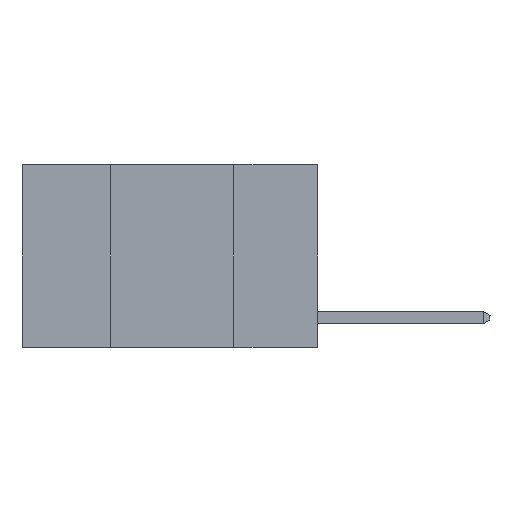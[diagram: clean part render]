
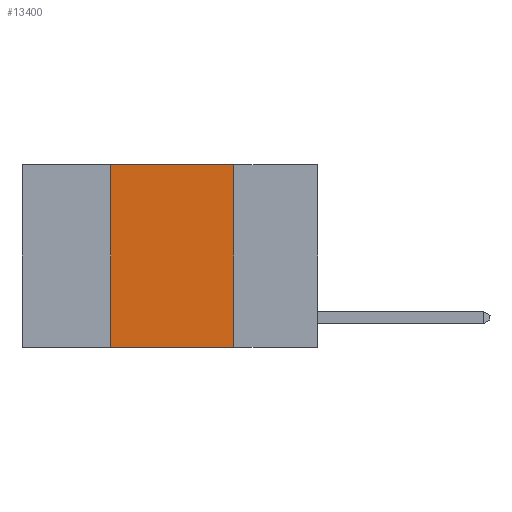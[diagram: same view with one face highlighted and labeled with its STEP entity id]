
A CAD part, left-side view. The second image highlights one B-rep face of the part: STEP entity #13400.
In plain terms, the highlighted planar face has unit normal (-1, 0, 0).
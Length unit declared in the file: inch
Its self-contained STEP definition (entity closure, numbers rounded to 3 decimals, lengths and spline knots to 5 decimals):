
#439 = CARTESIAN_POINT ( 'NONE',  ( 0., 0.17, 0. ) ) ;
#1358 = LINE ( 'NONE', #13580, #17541 ) ;
#2792 = EDGE_LOOP ( 'NONE', ( #14042, #3531, #14062, #3821 ) ) ;
#2969 = LINE ( 'NONE', #17633, #9239 ) ;
#3531 = ORIENTED_EDGE ( 'NONE', *, *, #16913, .F. ) ;
#3761 = CARTESIAN_POINT ( 'NONE',  ( 0., 0.42, 0. ) ) ;
#3821 = ORIENTED_EDGE ( 'NONE', *, *, #14336, .T. ) ;
#5598 = LINE ( 'NONE', #3761, #16153 ) ;
#7344 = DIRECTION ( 'NONE',  ( 0., 0., -1. ) ) ;
#7459 = CARTESIAN_POINT ( 'NONE',  ( 0., 0.17, -0.37 ) ) ;
#7636 = DIRECTION ( 'NONE',  ( 0., -1., 0. ) ) ;
#8135 = CARTESIAN_POINT ( 'NONE',  ( 0., 0.6, 0. ) ) ;
#8863 = EDGE_CURVE ( 'NONE', #17412, #13980, #5598, .T. ) ;
#9090 = DIRECTION ( 'NONE',  ( 0., -1., 0. ) ) ;
#9239 = VECTOR ( 'NONE', #7344, 39.37008 ) ;
#10410 = CARTESIAN_POINT ( 'NONE',  ( 0., 0.42, -0.37 ) ) ;
#10964 = DIRECTION ( 'NONE',  ( 0., 0., -1. ) ) ;
#11078 = PLANE ( 'NONE',  #12101 ) ;
#12101 = AXIS2_PLACEMENT_3D ( 'NONE', #8135, #12463, #10964 ) ;
#12463 = DIRECTION ( 'NONE',  ( 1., 0., 0. ) ) ;
#12695 = LINE ( 'NONE', #16226, #14854 ) ;
#13302 = FACE_OUTER_BOUND ( 'NONE', #2792, .T. ) ;
#13400 = ADVANCED_FACE ( 'NONE', ( #13302 ), #11078, .F. ) ;
#13580 = CARTESIAN_POINT ( 'NONE',  ( 0., 0.6, 0. ) ) ;
#13980 = VERTEX_POINT ( 'NONE', #15374 ) ;
#14042 = ORIENTED_EDGE ( 'NONE', *, *, #16096, .F. ) ;
#14062 = ORIENTED_EDGE ( 'NONE', *, *, #8863, .F. ) ;
#14336 = EDGE_CURVE ( 'NONE', #17412, #17953, #12695, .T. ) ;
#14854 = VECTOR ( 'NONE', #7636, 39.37008 ) ;
#15314 = DIRECTION ( 'NONE',  ( 0., 0., 1. ) ) ;
#15374 = CARTESIAN_POINT ( 'NONE',  ( 0., 0.42, 0. ) ) ;
#16096 = EDGE_CURVE ( 'NONE', #16646, #17953, #2969, .T. ) ;
#16153 = VECTOR ( 'NONE', #15314, 39.37008 ) ;
#16226 = CARTESIAN_POINT ( 'NONE',  ( 0., 0.6, -0.37 ) ) ;
#16646 = VERTEX_POINT ( 'NONE', #439 ) ;
#16913 = EDGE_CURVE ( 'NONE', #13980, #16646, #1358, .T. ) ;
#17412 = VERTEX_POINT ( 'NONE', #10410 ) ;
#17541 = VECTOR ( 'NONE', #9090, 39.37008 ) ;
#17633 = CARTESIAN_POINT ( 'NONE',  ( 0., 0.17, 0. ) ) ;
#17953 = VERTEX_POINT ( 'NONE', #7459 ) ;
